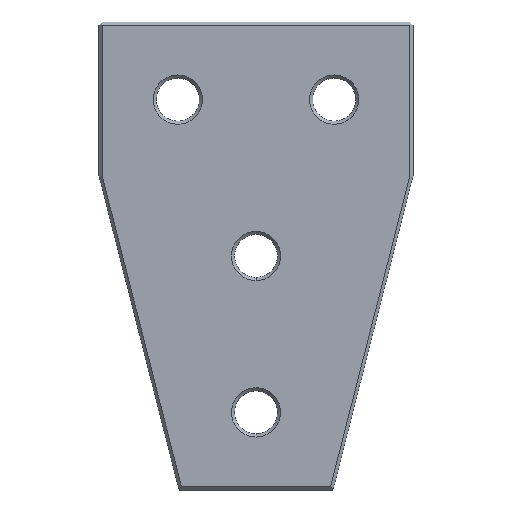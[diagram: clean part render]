
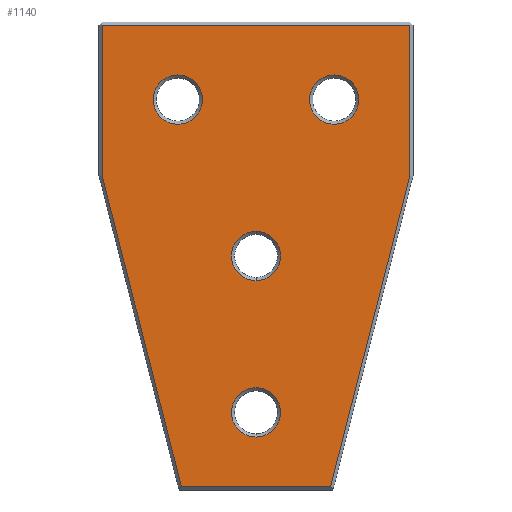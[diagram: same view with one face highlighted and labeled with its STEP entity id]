
A CAD part, front view. The second image highlights one B-rep face of the part: STEP entity #1140.
In plain terms, the highlighted planar face has unit normal (0, -1, 0).
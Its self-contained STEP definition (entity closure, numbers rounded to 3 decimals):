
#1 = DIRECTION ( 'NONE',  ( -1., 0., 0. ) ) ;
#14 = ORIENTED_EDGE ( 'NONE', *, *, #1279, .T. ) ;
#18 = CARTESIAN_POINT ( 'NONE',  ( 0., 0., -25.4 ) ) ;
#44 = CARTESIAN_POINT ( 'NONE',  ( 31.873, 0., 38. ) ) ;
#61 = EDGE_CURVE ( 'NONE', #1077, #472, #640, .T. ) ;
#62 = CARTESIAN_POINT ( 'NONE',  ( 0., 0., -4. ) ) ;
#75 = CIRCLE ( 'NONE', #868, 4. ) ;
#120 = CARTESIAN_POINT ( 'NONE',  ( -12.111, 0., -37.5 ) ) ;
#140 = CARTESIAN_POINT ( 'NONE',  ( -12.7, 0., 21.4 ) ) ;
#141 = CIRCLE ( 'NONE', #370, 4. ) ;
#150 = CARTESIAN_POINT ( 'NONE',  ( -12.7, 0., 25.4 ) ) ;
#168 = CIRCLE ( 'NONE', #1152, 4. ) ;
#193 = CARTESIAN_POINT ( 'NONE',  ( -27.499, 0., 22.866 ) ) ;
#198 = EDGE_LOOP ( 'NONE', ( #525, #254, #1395, #674, #1135, #584 ) ) ;
#207 = CIRCLE ( 'NONE', #391, 4. ) ;
#227 = EDGE_LOOP ( 'NONE', ( #847, #1324 ) ) ;
#246 = EDGE_CURVE ( 'NONE', #849, #900, #1083, .T. ) ;
#254 = ORIENTED_EDGE ( 'NONE', *, *, #896, .T. ) ;
#282 = AXIS2_PLACEMENT_3D ( 'NONE', #1254, #646, #1262 ) ;
#289 = CARTESIAN_POINT ( 'NONE',  ( 12.7, 0., 25.4 ) ) ;
#329 = CARTESIAN_POINT ( 'NONE',  ( -25., 0., 37.5 ) ) ;
#333 = VERTEX_POINT ( 'NONE', #453 ) ;
#335 = DIRECTION ( 'NONE',  ( 0., 0., 1. ) ) ;
#356 = LINE ( 'NONE', #1015, #1387 ) ;
#370 = AXIS2_PLACEMENT_3D ( 'NONE', #18, #1018, #471 ) ;
#391 = AXIS2_PLACEMENT_3D ( 'NONE', #460, #905, #1335 ) ;
#397 = DIRECTION ( 'NONE',  ( 0., 0., 1. ) ) ;
#429 = CARTESIAN_POINT ( 'NONE',  ( 25., 0., 37.5 ) ) ;
#435 = VERTEX_POINT ( 'NONE', #1167 ) ;
#447 = FACE_BOUND ( 'NONE', #1108, .T. ) ;
#452 = VECTOR ( 'NONE', #1182, 1000. ) ;
#453 = CARTESIAN_POINT ( 'NONE',  ( 0., 0., -29.4 ) ) ;
#460 = CARTESIAN_POINT ( 'NONE',  ( 12.7, 0., 25.4 ) ) ;
#471 = DIRECTION ( 'NONE',  ( 0., 0., 1. ) ) ;
#472 = VERTEX_POINT ( 'NONE', #1065 ) ;
#479 = CIRCLE ( 'NONE', #282, 4. ) ;
#493 = CARTESIAN_POINT ( 'NONE',  ( 0., 0., 0. ) ) ;
#525 = ORIENTED_EDGE ( 'NONE', *, *, #246, .T. ) ;
#533 = EDGE_LOOP ( 'NONE', ( #612, #698 ) ) ;
#556 = CARTESIAN_POINT ( 'NONE',  ( 12.7, 0., 29.4 ) ) ;
#562 = CARTESIAN_POINT ( 'NONE',  ( -25., 0., 13.063 ) ) ;
#564 = DIRECTION ( 'NONE',  ( 0., 1., 0. ) ) ;
#584 = ORIENTED_EDGE ( 'NONE', *, *, #1229, .T. ) ;
#585 = DIRECTION ( 'NONE',  ( 0., 0., 1. ) ) ;
#590 = DIRECTION ( 'NONE',  ( 0., 0., 1. ) ) ;
#612 = ORIENTED_EDGE ( 'NONE', *, *, #764, .T. ) ;
#616 = DIRECTION ( 'NONE',  ( 0., 0., 1. ) ) ;
#640 = CIRCLE ( 'NONE', #1372, 4. ) ;
#646 = DIRECTION ( 'NONE',  ( 0., 1., 0. ) ) ;
#651 = VERTEX_POINT ( 'NONE', #919 ) ;
#665 = CIRCLE ( 'NONE', #1301, 4. ) ;
#669 = CARTESIAN_POINT ( 'NONE',  ( 25., 0., 13.063 ) ) ;
#674 = ORIENTED_EDGE ( 'NONE', *, *, #783, .T. ) ;
#682 = EDGE_CURVE ( 'NONE', #1191, #856, #207, .T. ) ;
#691 = LINE ( 'NONE', #1134, #898 ) ;
#698 = ORIENTED_EDGE ( 'NONE', *, *, #682, .T. ) ;
#719 = FACE_BOUND ( 'NONE', #1236, .T. ) ;
#722 = DIRECTION ( 'NONE',  ( 0., 1., 0. ) ) ;
#725 = CARTESIAN_POINT ( 'NONE',  ( 31.873, 0., -37.5 ) ) ;
#760 = CIRCLE ( 'NONE', #1259, 4. ) ;
#764 = EDGE_CURVE ( 'NONE', #856, #1191, #168, .T. ) ;
#777 = FACE_BOUND ( 'NONE', #533, .T. ) ;
#783 = EDGE_CURVE ( 'NONE', #910, #651, #1281, .T. ) ;
#819 = DIRECTION ( 'NONE',  ( 0., 1., 0. ) ) ;
#833 = EDGE_CURVE ( 'NONE', #1200, #910, #1168, .T. ) ;
#847 = ORIENTED_EDGE ( 'NONE', *, *, #975, .T. ) ;
#849 = VERTEX_POINT ( 'NONE', #429 ) ;
#855 = DIRECTION ( 'NONE',  ( 0., 0., 1. ) ) ;
#856 = VERTEX_POINT ( 'NONE', #1104 ) ;
#868 = AXIS2_PLACEMENT_3D ( 'NONE', #985, #1312, #335 ) ;
#896 = EDGE_CURVE ( 'NONE', #900, #1200, #1209, .T. ) ;
#898 = VECTOR ( 'NONE', #590, 1000. ) ;
#900 = VERTEX_POINT ( 'NONE', #329 ) ;
#905 = DIRECTION ( 'NONE',  ( 0., 1., 0. ) ) ;
#910 = VERTEX_POINT ( 'NONE', #120 ) ;
#919 = CARTESIAN_POINT ( 'NONE',  ( 12.111, 0., -37.5 ) ) ;
#959 = DIRECTION ( 'NONE',  ( 1., 0., 0. ) ) ;
#971 = ORIENTED_EDGE ( 'NONE', *, *, #1299, .T. ) ;
#975 = EDGE_CURVE ( 'NONE', #333, #1343, #75, .T. ) ;
#982 = CARTESIAN_POINT ( 'NONE',  ( 31.873, 0., 37.5 ) ) ;
#985 = CARTESIAN_POINT ( 'NONE',  ( 0., 0., -25.4 ) ) ;
#995 = DIRECTION ( 'NONE',  ( 0., 1., 0. ) ) ;
#996 = EDGE_CURVE ( 'NONE', #651, #1265, #356, .T. ) ;
#998 = DIRECTION ( 'NONE',  ( 0., 0., -1. ) ) ;
#1015 = CARTESIAN_POINT ( 'NONE',  ( 31.388, 0., 38.124 ) ) ;
#1018 = DIRECTION ( 'NONE',  ( 0., 1., 0. ) ) ;
#1053 = DIRECTION ( 'NONE',  ( 0., 1., 0. ) ) ;
#1065 = CARTESIAN_POINT ( 'NONE',  ( 0., 0., 4. ) ) ;
#1071 = AXIS2_PLACEMENT_3D ( 'NONE', #44, #995, #1323 ) ;
#1074 = VECTOR ( 'NONE', #959, 1000. ) ;
#1077 = VERTEX_POINT ( 'NONE', #62 ) ;
#1083 = LINE ( 'NONE', #982, #1194 ) ;
#1104 = CARTESIAN_POINT ( 'NONE',  ( 12.7, 0., 21.4 ) ) ;
#1108 = EDGE_LOOP ( 'NONE', ( #14, #1127 ) ) ;
#1120 = EDGE_CURVE ( 'NONE', #435, #1171, #760, .T. ) ;
#1127 = ORIENTED_EDGE ( 'NONE', *, *, #1120, .T. ) ;
#1134 = CARTESIAN_POINT ( 'NONE',  ( 25., 0., 38. ) ) ;
#1135 = ORIENTED_EDGE ( 'NONE', *, *, #996, .T. ) ;
#1140 = ADVANCED_FACE ( 'NONE', ( #719, #1255, #777, #447, #1221 ), #1228, .F. ) ;
#1152 = AXIS2_PLACEMENT_3D ( 'NONE', #289, #1053, #616 ) ;
#1167 = CARTESIAN_POINT ( 'NONE',  ( -12.7, 0., 29.4 ) ) ;
#1168 = LINE ( 'NONE', #193, #452 ) ;
#1171 = VERTEX_POINT ( 'NONE', #140 ) ;
#1182 = DIRECTION ( 'NONE',  ( 0.247, 0., -0.969 ) ) ;
#1183 = CARTESIAN_POINT ( 'NONE',  ( 0., 0., -21.4 ) ) ;
#1186 = VECTOR ( 'NONE', #998, 1000. ) ;
#1191 = VERTEX_POINT ( 'NONE', #556 ) ;
#1194 = VECTOR ( 'NONE', #1, 1000. ) ;
#1198 = CARTESIAN_POINT ( 'NONE',  ( -25., 0., 38. ) ) ;
#1200 = VERTEX_POINT ( 'NONE', #562 ) ;
#1209 = LINE ( 'NONE', #1198, #1186 ) ;
#1212 = EDGE_CURVE ( 'NONE', #1343, #333, #141, .T. ) ;
#1221 = FACE_OUTER_BOUND ( 'NONE', #198, .T. ) ;
#1228 = PLANE ( 'NONE',  #1071 ) ;
#1229 = EDGE_CURVE ( 'NONE', #1265, #849, #691, .T. ) ;
#1236 = EDGE_LOOP ( 'NONE', ( #1332, #971 ) ) ;
#1240 = DIRECTION ( 'NONE',  ( 0.247, 0., 0.969 ) ) ;
#1253 = CARTESIAN_POINT ( 'NONE',  ( 0., 0., 0. ) ) ;
#1254 = CARTESIAN_POINT ( 'NONE',  ( -12.7, 0., 25.4 ) ) ;
#1255 = FACE_BOUND ( 'NONE', #227, .T. ) ;
#1259 = AXIS2_PLACEMENT_3D ( 'NONE', #150, #564, #585 ) ;
#1262 = DIRECTION ( 'NONE',  ( 0., 0., 1. ) ) ;
#1265 = VERTEX_POINT ( 'NONE', #669 ) ;
#1279 = EDGE_CURVE ( 'NONE', #1171, #435, #479, .T. ) ;
#1281 = LINE ( 'NONE', #725, #1074 ) ;
#1299 = EDGE_CURVE ( 'NONE', #472, #1077, #665, .T. ) ;
#1301 = AXIS2_PLACEMENT_3D ( 'NONE', #493, #819, #855 ) ;
#1312 = DIRECTION ( 'NONE',  ( 0., 1., 0. ) ) ;
#1323 = DIRECTION ( 'NONE',  ( 1., 0., 0. ) ) ;
#1324 = ORIENTED_EDGE ( 'NONE', *, *, #1212, .T. ) ;
#1332 = ORIENTED_EDGE ( 'NONE', *, *, #61, .T. ) ;
#1335 = DIRECTION ( 'NONE',  ( 0., 0., 1. ) ) ;
#1343 = VERTEX_POINT ( 'NONE', #1183 ) ;
#1372 = AXIS2_PLACEMENT_3D ( 'NONE', #1253, #722, #397 ) ;
#1387 = VECTOR ( 'NONE', #1240, 1000. ) ;
#1395 = ORIENTED_EDGE ( 'NONE', *, *, #833, .T. ) ;
